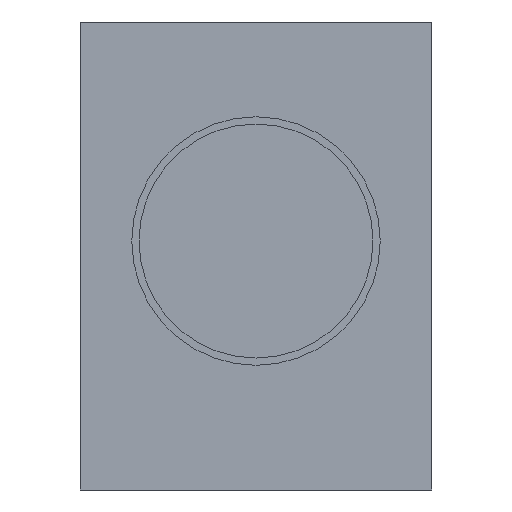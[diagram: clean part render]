
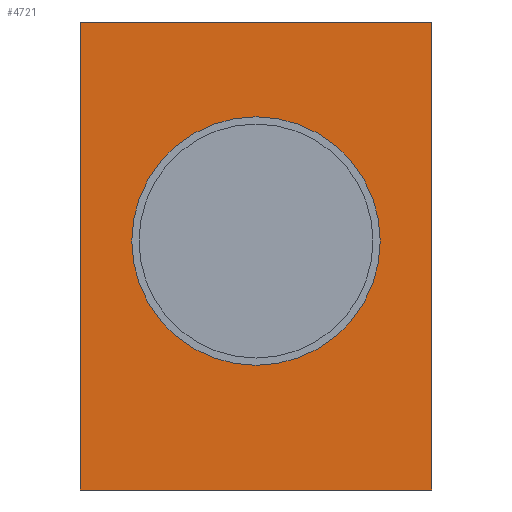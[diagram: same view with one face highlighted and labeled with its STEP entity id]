
A CAD part, front view. The second image highlights one B-rep face of the part: STEP entity #4721.
In plain terms, the highlighted planar face has unit normal (0, -1, 0).
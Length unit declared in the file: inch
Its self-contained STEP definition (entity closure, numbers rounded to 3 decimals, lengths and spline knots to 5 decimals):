
#33 = CARTESIAN_POINT ( 'NONE',  ( 0., -0.395, 0. ) ) ;
#85 = CARTESIAN_POINT ( 'NONE',  ( 0.375, -0.395, -0.5 ) ) ;
#141 = VECTOR ( 'NONE', #2381, 39.37008 ) ;
#226 = CARTESIAN_POINT ( 'NONE',  ( 0., -0.395, -0.2335 ) ) ;
#262 = LINE ( 'NONE', #5572, #4302 ) ;
#328 = CARTESIAN_POINT ( 'NONE',  ( 0., -0.395, 0.5 ) ) ;
#373 = AXIS2_PLACEMENT_3D ( 'NONE', #33, #5651, #6026 ) ;
#386 = PLANE ( 'NONE',  #373 ) ;
#464 = ORIENTED_EDGE ( 'NONE', *, *, #3641, .T. ) ;
#539 = FACE_OUTER_BOUND ( 'NONE', #1049, .T. ) ;
#895 = ORIENTED_EDGE ( 'NONE', *, *, #3931, .T. ) ;
#989 = VERTEX_POINT ( 'NONE', #3389 ) ;
#1049 = EDGE_LOOP ( 'NONE', ( #2666, #464, #4081, #1925 ) ) ;
#1110 = DIRECTION ( 'NONE',  ( 0., 1., 0. ) ) ;
#1161 = CARTESIAN_POINT ( 'NONE',  ( 0.375, -0.395, 0.5 ) ) ;
#1218 = LINE ( 'NONE', #2244, #4772 ) ;
#1227 = CIRCLE ( 'NONE', #5731, 0.2655 ) ;
#1260 = LINE ( 'NONE', #5378, #3432 ) ;
#1558 = FACE_BOUND ( 'NONE', #5647, .T. ) ;
#1849 = CARTESIAN_POINT ( 'NONE',  ( 0., -0.395, 0.032 ) ) ;
#1857 = AXIS2_PLACEMENT_3D ( 'NONE', #5707, #1110, #6614 ) ;
#1925 = ORIENTED_EDGE ( 'NONE', *, *, #2539, .F. ) ;
#2216 = DIRECTION ( 'NONE',  ( 0., 0., -1. ) ) ;
#2244 = CARTESIAN_POINT ( 'NONE',  ( -0.375, -0.395, 0. ) ) ;
#2381 = DIRECTION ( 'NONE',  ( -1., 0., 0. ) ) ;
#2539 = EDGE_CURVE ( 'NONE', #3277, #5932, #262, .T. ) ;
#2666 = ORIENTED_EDGE ( 'NONE', *, *, #3851, .T. ) ;
#2771 = CARTESIAN_POINT ( 'NONE',  ( -0.375, -0.395, -0.5 ) ) ;
#2878 = LINE ( 'NONE', #328, #141 ) ;
#3277 = VERTEX_POINT ( 'NONE', #1161 ) ;
#3380 = EDGE_CURVE ( 'NONE', #3595, #5233, #1227, .T. ) ;
#3389 = CARTESIAN_POINT ( 'NONE',  ( -0.375, -0.395, 0.5 ) ) ;
#3432 = VECTOR ( 'NONE', #6314, 39.37008 ) ;
#3547 = DIRECTION ( 'NONE',  ( 0., 0., -1. ) ) ;
#3595 = VERTEX_POINT ( 'NONE', #226 ) ;
#3641 = EDGE_CURVE ( 'NONE', #989, #5219, #1218, .T. ) ;
#3851 = EDGE_CURVE ( 'NONE', #3277, #989, #2878, .T. ) ;
#3931 = EDGE_CURVE ( 'NONE', #5233, #3595, #4872, .T. ) ;
#4081 = ORIENTED_EDGE ( 'NONE', *, *, #5543, .F. ) ;
#4302 = VECTOR ( 'NONE', #3547, 39.37008 ) ;
#4359 = ORIENTED_EDGE ( 'NONE', *, *, #3380, .T. ) ;
#4447 = DIRECTION ( 'NONE',  ( 0., 1., 0. ) ) ;
#4721 = ADVANCED_FACE ( 'NONE', ( #539, #1558 ), #386, .F. ) ;
#4772 = VECTOR ( 'NONE', #2216, 39.37008 ) ;
#4872 = CIRCLE ( 'NONE', #1857, 0.2655 ) ;
#5033 = CARTESIAN_POINT ( 'NONE',  ( 0., -0.395, 0.2975 ) ) ;
#5219 = VERTEX_POINT ( 'NONE', #2771 ) ;
#5233 = VERTEX_POINT ( 'NONE', #5033 ) ;
#5378 = CARTESIAN_POINT ( 'NONE',  ( 0., -0.395, -0.5 ) ) ;
#5543 = EDGE_CURVE ( 'NONE', #5932, #5219, #1260, .T. ) ;
#5572 = CARTESIAN_POINT ( 'NONE',  ( 0.375, -0.395, 0. ) ) ;
#5647 = EDGE_LOOP ( 'NONE', ( #4359, #895 ) ) ;
#5651 = DIRECTION ( 'NONE',  ( 0., 1., 0. ) ) ;
#5707 = CARTESIAN_POINT ( 'NONE',  ( 0., -0.395, 0.032 ) ) ;
#5731 = AXIS2_PLACEMENT_3D ( 'NONE', #1849, #4447, #5916 ) ;
#5916 = DIRECTION ( 'NONE',  ( 0., 0., 1. ) ) ;
#5932 = VERTEX_POINT ( 'NONE', #85 ) ;
#6026 = DIRECTION ( 'NONE',  ( 0., 0., 1. ) ) ;
#6314 = DIRECTION ( 'NONE',  ( -1., 0., 0. ) ) ;
#6614 = DIRECTION ( 'NONE',  ( 0., 0., 1. ) ) ;
